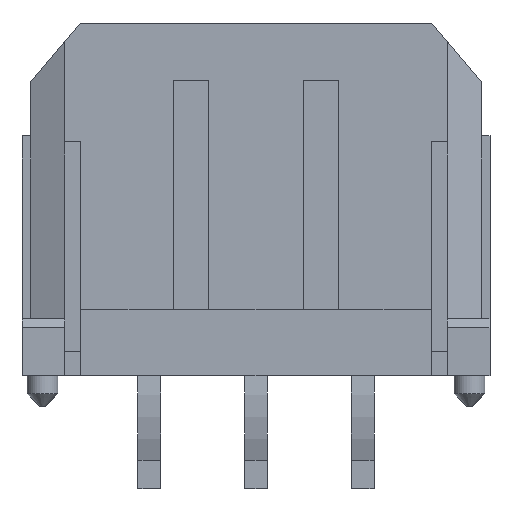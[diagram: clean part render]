
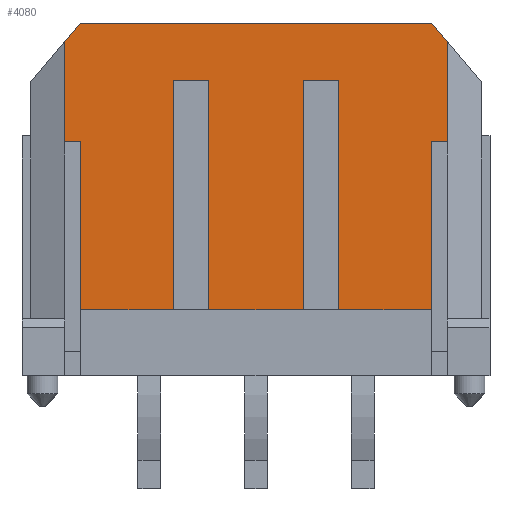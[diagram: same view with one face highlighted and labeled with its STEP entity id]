
A CAD part, front view. The second image highlights one B-rep face of the part: STEP entity #4080.
In plain terms, the highlighted planar face has unit normal (0, -1, 0).
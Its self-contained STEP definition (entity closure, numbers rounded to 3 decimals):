
#459=DIRECTION('',(1.,0.,0.));
#460=VECTOR('',#459,9.881);
#461=CARTESIAN_POINT('',(-4.94,-3.43,4.955));
#462=LINE('',#461,#460);
#743=DIRECTION('',(0.,0.,1.));
#744=VECTOR('',#743,2.822);
#745=CARTESIAN_POINT('',(5.375,-3.43,1.615));
#746=LINE('',#745,#744);
#747=DIRECTION('',(-1.,0.,0.));
#748=VECTOR('',#747,0.45);
#749=CARTESIAN_POINT('',(5.375,-3.43,1.615));
#750=LINE('',#749,#748);
#751=DIRECTION('',(0.,0.,1.));
#752=VECTOR('',#751,4.72);
#753=CARTESIAN_POINT('',(4.925,-3.43,-3.105));
#754=LINE('',#753,#752);
#755=DIRECTION('',(-1.,0.,0.));
#756=VECTOR('',#755,2.6);
#757=CARTESIAN_POINT('',(4.925,-3.43,-3.105));
#758=LINE('',#757,#756);
#759=DIRECTION('',(0.,0.,1.));
#760=VECTOR('',#759,6.46);
#761=CARTESIAN_POINT('',(2.325,-3.43,-3.105));
#762=LINE('',#761,#760);
#763=DIRECTION('',(-1.,0.,0.));
#764=VECTOR('',#763,1.);
#765=CARTESIAN_POINT('',(2.325,-3.43,3.355));
#766=LINE('',#765,#764);
#767=DIRECTION('',(0.,0.,1.));
#768=VECTOR('',#767,6.46);
#769=CARTESIAN_POINT('',(1.325,-3.43,-3.105));
#770=LINE('',#769,#768);
#771=DIRECTION('',(-1.,0.,0.));
#772=VECTOR('',#771,2.65);
#773=CARTESIAN_POINT('',(1.325,-3.43,-3.105));
#774=LINE('',#773,#772);
#775=DIRECTION('',(0.,0.,1.));
#776=VECTOR('',#775,6.46);
#777=CARTESIAN_POINT('',(-1.325,-3.43,-3.105));
#778=LINE('',#777,#776);
#779=DIRECTION('',(-1.,0.,0.));
#780=VECTOR('',#779,1.);
#781=CARTESIAN_POINT('',(-1.325,-3.43,3.355));
#782=LINE('',#781,#780);
#783=DIRECTION('',(0.,0.,1.));
#784=VECTOR('',#783,6.46);
#785=CARTESIAN_POINT('',(-2.325,-3.43,-3.105));
#786=LINE('',#785,#784);
#787=DIRECTION('',(-1.,0.,0.));
#788=VECTOR('',#787,2.6);
#789=CARTESIAN_POINT('',(-2.325,-3.43,-3.105));
#790=LINE('',#789,#788);
#791=DIRECTION('',(0.,0.,1.));
#792=VECTOR('',#791,4.72);
#793=CARTESIAN_POINT('',(-4.925,-3.43,-3.105));
#794=LINE('',#793,#792);
#795=DIRECTION('',(-1.,0.,0.));
#796=VECTOR('',#795,0.45);
#797=CARTESIAN_POINT('',(-4.925,-3.43,1.615));
#798=LINE('',#797,#796);
#799=DIRECTION('',(0.,0.,1.));
#800=VECTOR('',#799,2.822);
#801=CARTESIAN_POINT('',(-5.375,-3.43,1.615));
#802=LINE('',#801,#800);
#803=DIRECTION('',(0.643,0.,0.766));
#804=VECTOR('',#803,0.676);
#805=CARTESIAN_POINT('',(-5.375,-3.43,4.437));
#806=LINE('',#805,#804);
#807=DIRECTION('',(0.643,0.,-0.766));
#808=VECTOR('',#807,0.676);
#809=CARTESIAN_POINT('',(4.94,-3.43,4.955));
#810=LINE('',#809,#808);
#2339=CARTESIAN_POINT('',(4.94,-3.43,4.955));
#2341=VERTEX_POINT('',#2339);
#2347=CARTESIAN_POINT('',(-4.94,-3.43,4.955));
#2349=VERTEX_POINT('',#2347);
#2629=CARTESIAN_POINT('',(2.325,-3.43,-3.105));
#2630=CARTESIAN_POINT('',(2.325,-3.43,3.355));
#2631=VERTEX_POINT('',#2629);
#2632=VERTEX_POINT('',#2630);
#2633=CARTESIAN_POINT('',(1.325,-3.43,3.355));
#2634=VERTEX_POINT('',#2633);
#2635=CARTESIAN_POINT('',(1.325,-3.43,-3.105));
#2636=VERTEX_POINT('',#2635);
#2637=CARTESIAN_POINT('',(-1.325,-3.43,-3.105));
#2638=CARTESIAN_POINT('',(-1.325,-3.43,3.355));
#2639=VERTEX_POINT('',#2637);
#2640=VERTEX_POINT('',#2638);
#2641=CARTESIAN_POINT('',(-2.325,-3.43,3.355));
#2642=VERTEX_POINT('',#2641);
#2643=CARTESIAN_POINT('',(-2.325,-3.43,-3.105));
#2644=VERTEX_POINT('',#2643);
#2747=CARTESIAN_POINT('',(-4.925,-3.43,-3.105));
#2748=CARTESIAN_POINT('',(-4.925,-3.43,1.615));
#2749=VERTEX_POINT('',#2747);
#2750=VERTEX_POINT('',#2748);
#2751=CARTESIAN_POINT('',(4.925,-3.43,-3.105));
#2752=CARTESIAN_POINT('',(4.925,-3.43,1.615));
#2753=VERTEX_POINT('',#2751);
#2754=VERTEX_POINT('',#2752);
#2779=CARTESIAN_POINT('',(5.375,-3.43,1.615));
#2780=CARTESIAN_POINT('',(5.375,-3.43,4.437));
#2781=VERTEX_POINT('',#2779);
#2782=VERTEX_POINT('',#2780);
#2783=CARTESIAN_POINT('',(-5.375,-3.43,1.615));
#2784=CARTESIAN_POINT('',(-5.375,-3.43,4.437));
#2785=VERTEX_POINT('',#2783);
#2786=VERTEX_POINT('',#2784);
#4042=CARTESIAN_POINT('',(-6.325,-3.43,-4.955));
#4043=DIRECTION('',(0.,-1.,0.));
#4044=DIRECTION('',(1.,0.,0.));
#4045=AXIS2_PLACEMENT_3D('',#4042,#4043,#4044);
#4046=PLANE('',#4045);
#4048=ORIENTED_EDGE('',*,*,#4047,.F.);
#4050=ORIENTED_EDGE('',*,*,#4049,.T.);
#4052=ORIENTED_EDGE('',*,*,#4051,.F.);
#4054=ORIENTED_EDGE('',*,*,#4053,.T.);
#4056=ORIENTED_EDGE('',*,*,#4055,.T.);
#4058=ORIENTED_EDGE('',*,*,#4057,.T.);
#4060=ORIENTED_EDGE('',*,*,#4059,.F.);
#4062=ORIENTED_EDGE('',*,*,#4061,.T.);
#4064=ORIENTED_EDGE('',*,*,#4063,.T.);
#4066=ORIENTED_EDGE('',*,*,#4065,.T.);
#4068=ORIENTED_EDGE('',*,*,#4067,.F.);
#4070=ORIENTED_EDGE('',*,*,#4069,.T.);
#4072=ORIENTED_EDGE('',*,*,#4071,.T.);
#4073=ORIENTED_EDGE('',*,*,#4019,.T.);
#4074=ORIENTED_EDGE('',*,*,#4034,.T.);
#4075=ORIENTED_EDGE('',*,*,#3702,.T.);
#4076=ORIENTED_EDGE('',*,*,#3714,.T.);
#4077=ORIENTED_EDGE('',*,*,#3830,.T.);
#4078=EDGE_LOOP('',(#4048,#4050,#4052,#4054,#4056,#4058,#4060,#4062,#4064,#4066,
#4068,#4070,#4072,#4073,#4074,#4075,#4076,#4077));
#4079=FACE_OUTER_BOUND('',#4078,.F.);
#4080=ADVANCED_FACE('',(#4079),#4046,.T.);
#3702=EDGE_CURVE('',#2786,#2349,#806,.T.);
#3714=EDGE_CURVE('',#2349,#2341,#462,.T.);
#3830=EDGE_CURVE('',#2341,#2782,#810,.T.);
#4019=EDGE_CURVE('',#2750,#2785,#798,.T.);
#4034=EDGE_CURVE('',#2785,#2786,#802,.T.);
#4047=EDGE_CURVE('',#2781,#2782,#746,.T.);
#4049=EDGE_CURVE('',#2781,#2754,#750,.T.);
#4051=EDGE_CURVE('',#2753,#2754,#754,.T.);
#4053=EDGE_CURVE('',#2753,#2631,#758,.T.);
#4055=EDGE_CURVE('',#2631,#2632,#762,.T.);
#4057=EDGE_CURVE('',#2632,#2634,#766,.T.);
#4059=EDGE_CURVE('',#2636,#2634,#770,.T.);
#4061=EDGE_CURVE('',#2636,#2639,#774,.T.);
#4063=EDGE_CURVE('',#2639,#2640,#778,.T.);
#4065=EDGE_CURVE('',#2640,#2642,#782,.T.);
#4067=EDGE_CURVE('',#2644,#2642,#786,.T.);
#4069=EDGE_CURVE('',#2644,#2749,#790,.T.);
#4071=EDGE_CURVE('',#2749,#2750,#794,.T.);
